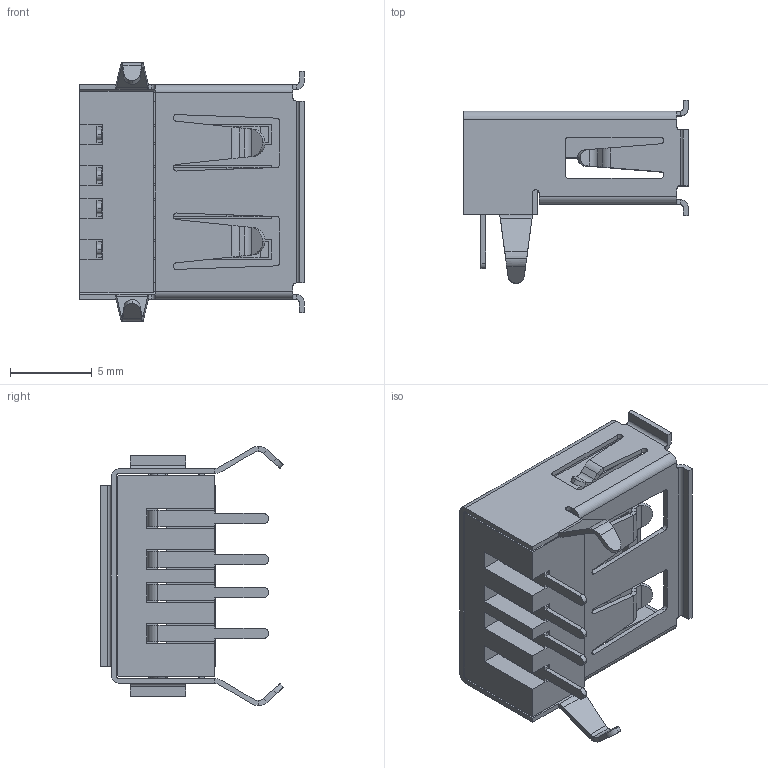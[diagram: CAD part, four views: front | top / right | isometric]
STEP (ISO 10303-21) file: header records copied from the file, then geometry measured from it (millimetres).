
FILE_DESCRIPTION(('HOOPS Exchange Step'),'2;1');
FILE_NAME('User_Library-USB-A-01.step','2020-01-25T19:31:59+00:00',('SYSTEM'),('Unknown organisation'),'HOOPS Exchange 10.0','HOOPS Exchange','Unknown authorisation');
FILE_SCHEMA( ('AUTOMOTIVE_DESIGN { 1 0 10303 214 1 1 1 1 }') );
Length unit declared in the file: millimetre
Products named in the file (2):  ; User_Library-USB-A-01
Assembly tree (1 placements, depth 2):
  User_Library-USB-A-01
     
Bounding box: 13.7 x 11.15 x 15.8 mm (x, y, z)
Volume: 571.5 mm3; surface area: 1746.5 mm2
Topology: 6 solids, 6 shells, 401 faces, 1058 edges, 660 vertices
Faces by surface type: plane 223, cylinder 126, bspline 36, extrusion 16
Entity records: 12752 total; most frequent: CARTESIAN_POINT 2706, ORIENTED_EDGE 2116, DIRECTION 2058, EDGE_CURVE 1058, VECTOR 754, LINE 738, VERTEX_POINT 660, AXIS2_PLACEMENT_3D 652
